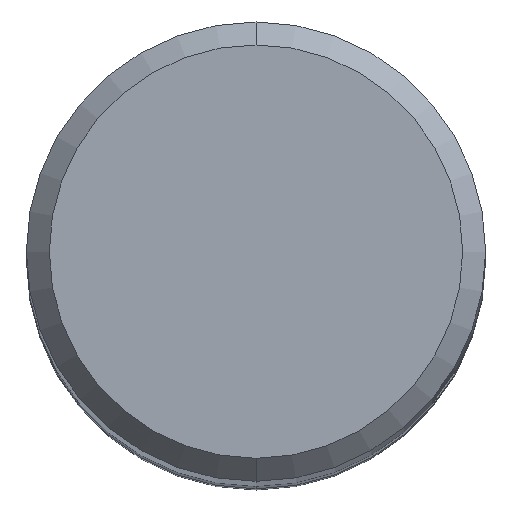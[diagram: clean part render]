
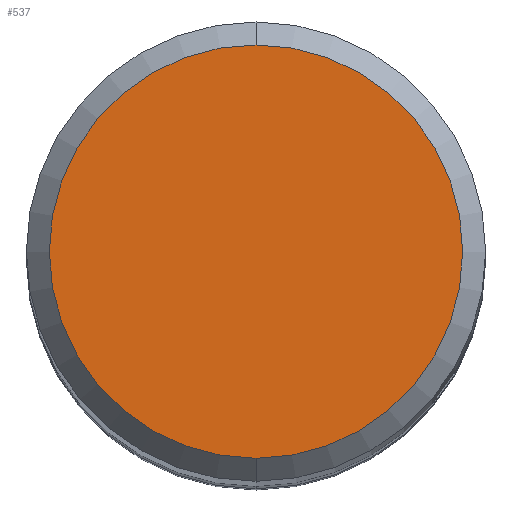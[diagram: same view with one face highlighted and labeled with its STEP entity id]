
A CAD part, top view. The second image highlights one B-rep face of the part: STEP entity #537.
In plain terms, the highlighted planar face has unit normal (0, 0, 1).
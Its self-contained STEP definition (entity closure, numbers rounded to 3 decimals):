
#285=EDGE_CURVE('',#437,#419,#676,.T.);
#419=VERTEX_POINT('',#825);
#437=VERTEX_POINT('',#843);
#537=ADVANCED_FACE('',(#957),#958,.T.);
#575=EDGE_CURVE('',#419,#437,#1001,.T.);
#676=CIRCLE('',#1122,3.6);
#825=CARTESIAN_POINT('',(0.,-3.6,0.0));
#843=CARTESIAN_POINT('',(0.0,3.6,0.0));
#957=FACE_OUTER_BOUND('',#1700,.T.);
#958=PLANE('',#1701);
#1001=CIRCLE('',#1762,3.6);
#1122=AXIS2_PLACEMENT_3D('',#1838,#1839,#1840);
#1700=EDGE_LOOP('',(#2180,#2181));
#1701=AXIS2_PLACEMENT_3D('',#2182,#2183,#2184);
#1762=AXIS2_PLACEMENT_3D('',#2233,#2234,#2235);
#1838=CARTESIAN_POINT('',(0.0,0.0,0.0));
#1839=DIRECTION('',(0.0,0.0,-1.0));
#1840=DIRECTION('',(0.0,1.0,0.0));
#2180=ORIENTED_EDGE('',*,*,#285,.F.);
#2181=ORIENTED_EDGE('',*,*,#575,.F.);
#2182=CARTESIAN_POINT('',(0.0,1.8,0.0));
#2183=DIRECTION('',(-0.0,0.0,1.0));
#2184=DIRECTION('',(0.0,-1.0,0.0));
#2233=CARTESIAN_POINT('',(0.0,0.0,0.0));
#2234=DIRECTION('',(0.0,0.0,-1.0));
#2235=DIRECTION('',(0.0,1.0,0.0));
